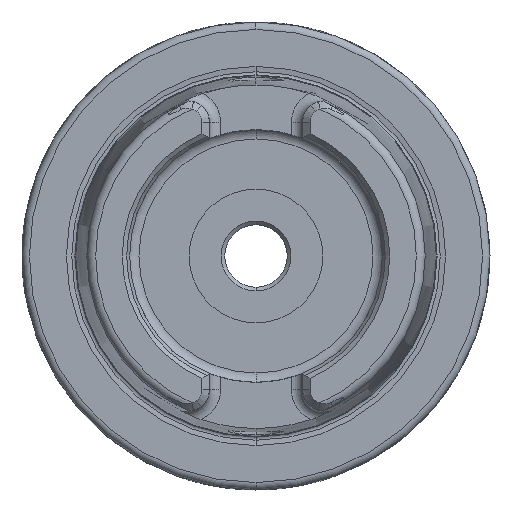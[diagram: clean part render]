
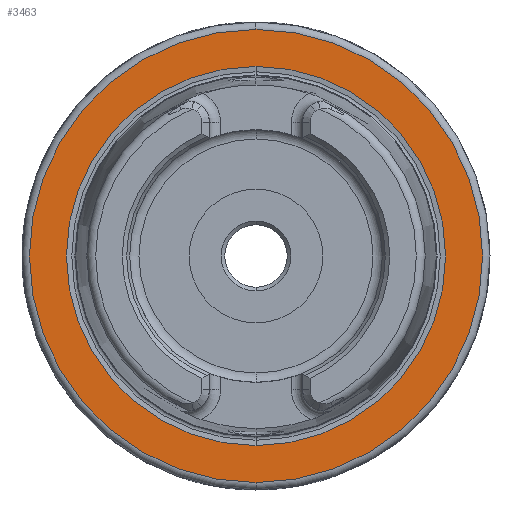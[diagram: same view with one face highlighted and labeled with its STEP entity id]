
A CAD part, left-side view. The second image highlights one B-rep face of the part: STEP entity #3463.
In plain terms, the highlighted planar face has unit normal (-1, 0, 0).
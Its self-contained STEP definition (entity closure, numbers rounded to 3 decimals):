
#158 = CARTESIAN_POINT ( 'NONE',  ( -29., 31.5, 0. ) ) ;
#160 = FACE_OUTER_BOUND ( 'NONE', #5344, .T. ) ;
#169 = DIRECTION ( 'NONE',  ( 1., 0., 0. ) ) ;
#251 = FACE_BOUND ( 'NONE', #4675, .T. ) ;
#282 = CARTESIAN_POINT ( 'NONE',  ( -29., 0., 0. ) ) ;
#518 = AXIS2_PLACEMENT_3D ( 'NONE', #3687, #169, #4282 ) ;
#866 = DIRECTION ( 'NONE',  ( 0., 0., -1. ) ) ;
#966 = DIRECTION ( 'NONE',  ( 1., 0., 0. ) ) ;
#991 = CARTESIAN_POINT ( 'NONE',  ( -29., 0., -30.5 ) ) ;
#1163 = ORIENTED_EDGE ( 'NONE', *, *, #6536, .T. ) ;
#1323 = DIRECTION ( 'NONE',  ( 1., 0., 0. ) ) ;
#1534 = VERTEX_POINT ( 'NONE', #5322 ) ;
#1574 = AXIS2_PLACEMENT_3D ( 'NONE', #282, #4411, #866 ) ;
#1644 = EDGE_CURVE ( 'NONE', #4769, #4857, #2804, .T. ) ;
#1867 = EDGE_CURVE ( 'NONE', #4857, #4769, #2551, .T. ) ;
#1905 = VERTEX_POINT ( 'NONE', #991 ) ;
#2551 = CIRCLE ( 'NONE', #4882, 25.521 ) ;
#2663 = ORIENTED_EDGE ( 'NONE', *, *, #1867, .T. ) ;
#2804 = CIRCLE ( 'NONE', #518, 25.521 ) ;
#3169 = DIRECTION ( 'NONE',  ( -1., 0., 0. ) ) ;
#3315 = ORIENTED_EDGE ( 'NONE', *, *, #1644, .T. ) ;
#3463 = ADVANCED_FACE ( 'NONE', ( #160, #251 ), #4872, .F. ) ;
#3470 = CARTESIAN_POINT ( 'NONE',  ( -29., 0., -25.521 ) ) ;
#3687 = CARTESIAN_POINT ( 'NONE',  ( -29., 0., 0. ) ) ;
#3867 = CIRCLE ( 'NONE', #1574, 30.5 ) ;
#4282 = DIRECTION ( 'NONE',  ( 0., 0., -1. ) ) ;
#4411 = DIRECTION ( 'NONE',  ( -1., 0., 0. ) ) ;
#4515 = CARTESIAN_POINT ( 'NONE',  ( -29., 0., 0. ) ) ;
#4630 = EDGE_CURVE ( 'NONE', #1534, #1905, #3867, .T. ) ;
#4675 = EDGE_LOOP ( 'NONE', ( #3315, #2663 ) ) ;
#4769 = VERTEX_POINT ( 'NONE', #5784 ) ;
#4857 = VERTEX_POINT ( 'NONE', #3470 ) ;
#4872 = PLANE ( 'NONE',  #6519 ) ;
#4882 = AXIS2_PLACEMENT_3D ( 'NONE', #4515, #966, #5111 ) ;
#4998 = CIRCLE ( 'NONE', #5169, 30.5 ) ;
#5111 = DIRECTION ( 'NONE',  ( 0., 0., -1. ) ) ;
#5169 = AXIS2_PLACEMENT_3D ( 'NONE', #6694, #3169, #7270 ) ;
#5322 = CARTESIAN_POINT ( 'NONE',  ( -29., 0., 30.5 ) ) ;
#5344 = EDGE_LOOP ( 'NONE', ( #1163, #5868 ) ) ;
#5465 = DIRECTION ( 'NONE',  ( 0., 0., -1. ) ) ;
#5784 = CARTESIAN_POINT ( 'NONE',  ( -29., 0., 25.521 ) ) ;
#5868 = ORIENTED_EDGE ( 'NONE', *, *, #4630, .T. ) ;
#6519 = AXIS2_PLACEMENT_3D ( 'NONE', #158, #1323, #5465 ) ;
#6536 = EDGE_CURVE ( 'NONE', #1905, #1534, #4998, .T. ) ;
#6694 = CARTESIAN_POINT ( 'NONE',  ( -29., 0., 0. ) ) ;
#7270 = DIRECTION ( 'NONE',  ( 0., 0., -1. ) ) ;
